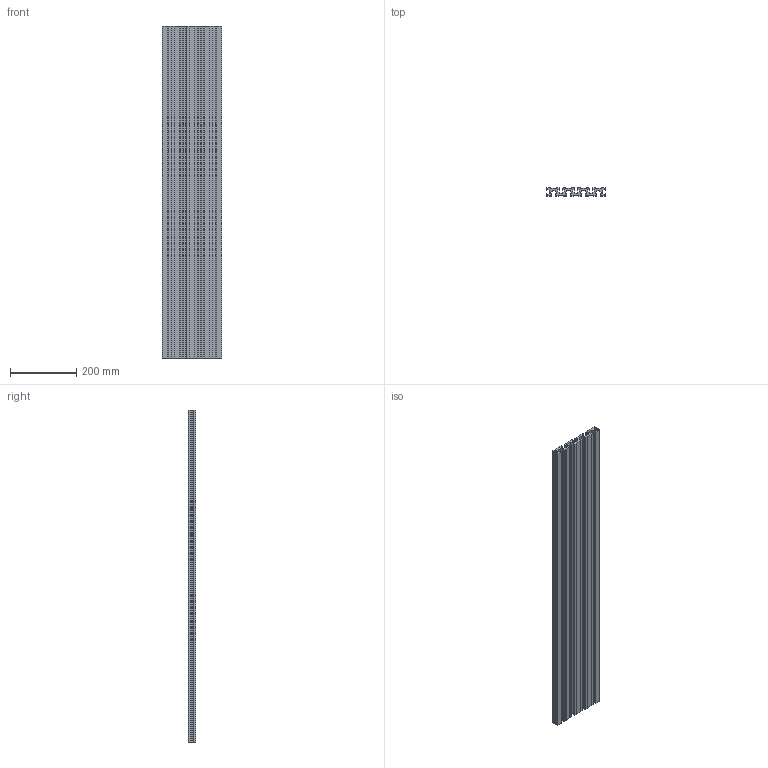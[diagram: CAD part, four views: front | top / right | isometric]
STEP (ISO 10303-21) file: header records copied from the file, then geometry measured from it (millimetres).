
FILE_DESCRIPTION (( 'STEP AP203' ), '1' );
FILE_NAME ('T2218 Ïðîôèëü äëÿ ñòîëà 22,5õ180 (Àí. ñåðåáðî).step', '2025-10-03T08:36:01', ( '' ), ( '' ), 'SwSTEP 2.0', 'SolidWorks 2025', '' );
FILE_SCHEMA (( 'CONFIG_CONTROL_DESIGN' ));
Length unit declared in the file: millimetre
Products named in the file (2): T2218 Профиль для стола 22,5х180 (Ан. серебро); T2218 Профиль для стола 22,5х180 (Ан. серебро)_00
Assembly tree (1 placements, depth 2):
  T2218 Профиль для стола 22,5х180 (Ан. серебро)
    T2218 Профиль для стола 22,5х180 (Ан. серебро)_00
Bounding box: 180 x 22.5 x 1000 mm (x, y, z)
Volume: 2189279.9 mm3; surface area: 764313 mm2
Topology: 1 solids, 1 shells, 331 faces, 987 edges, 658 vertices
Faces by surface type: plane 166, cylinder 165
Entity records: 11407 total; most frequent: DIRECTION 1987, CARTESIAN_POINT 1980, ORIENTED_EDGE 1974, EDGE_CURVE 987, AXIS2_PLACEMENT_3D 665, VERTEX_POINT 658, LINE 657, VECTOR 657
